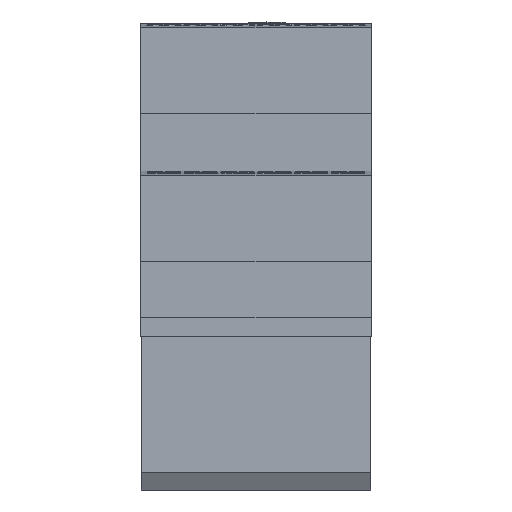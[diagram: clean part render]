
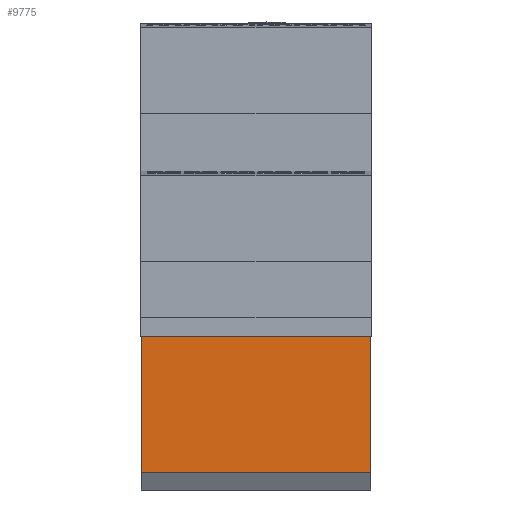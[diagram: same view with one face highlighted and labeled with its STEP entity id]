
A CAD part, front view. The second image highlights one B-rep face of the part: STEP entity #9775.
In plain terms, the highlighted face is planar.
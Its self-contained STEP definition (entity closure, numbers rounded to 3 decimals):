
#9452 = VERTEX_POINT ( 'NONE', #22803 ) ;
#9465 = EDGE_CURVE ( 'NONE', #22353, #9452, #22783, .T. ) ;
#9717 = VERTEX_POINT ( 'NONE', #22985 ) ;
#9755 = EDGE_CURVE ( 'NONE', #22334, #9717, #22977, .T. ) ;
#9775 = ADVANCED_FACE ( 'NONE', ( #23005 ), #23003, .T. ) ;
#9776 = EDGE_LOOP ( 'NONE', ( #9777, #9803, #9804, #9805 ) ) ;
#9777 = ORIENTED_EDGE ( 'NONE', *, *, #9778, .T. ) ;
#9778 = EDGE_CURVE ( 'NONE', #9452, #9717, #23053, .T. ) ;
#9803 = ORIENTED_EDGE ( 'NONE', *, *, #9755, .F. ) ;
#9804 = ORIENTED_EDGE ( 'NONE', *, *, #22333, .F. ) ;
#9805 = ORIENTED_EDGE ( 'NONE', *, *, #9465, .T. ) ;
#22333 = EDGE_CURVE ( 'NONE', #22353, #22334, #25573, .T. ) ;
#22334 = VERTEX_POINT ( 'NONE', #25569 ) ;
#22353 = VERTEX_POINT ( 'NONE', #25630 ) ;
#22780 = DIRECTION ( 'NONE',  ( 1., 0., 0. ) ) ;
#22781 = VECTOR ( 'NONE', #22780, 1000. ) ;
#22782 = CARTESIAN_POINT ( 'NONE',  ( -33.099, -15.191, 28.1 ) ) ;
#22783 = LINE ( 'NONE', #22782, #22781 ) ;
#22803 = CARTESIAN_POINT ( 'NONE',  ( 16.901, -15.191, 28.1 ) ) ;
#22972 = DIRECTION ( 'NONE',  ( 1., 0., 0. ) ) ;
#22973 = VECTOR ( 'NONE', #22972, 1000. ) ;
#22975 = CARTESIAN_POINT ( 'NONE',  ( -33.099, 11.409, 28.1 ) ) ;
#22977 = LINE ( 'NONE', #22975, #22973 ) ;
#22985 = CARTESIAN_POINT ( 'NONE',  ( 16.901, 11.409, 28.1 ) ) ;
#23003 = PLANE ( 'NONE',  #23057 ) ;
#23005 = FACE_OUTER_BOUND ( 'NONE', #9776, .T. ) ;
#23049 = DIRECTION ( 'NONE',  ( 0., 1., 0. ) ) ;
#23050 = VECTOR ( 'NONE', #23049, 1000. ) ;
#23052 = CARTESIAN_POINT ( 'NONE',  ( 16.901, -25.275, 28.1 ) ) ;
#23053 = LINE ( 'NONE', #23052, #23050 ) ;
#23054 = DIRECTION ( 'NONE',  ( 0., -1., 0. ) ) ;
#23055 = DIRECTION ( 'NONE',  ( 0., 0., 1. ) ) ;
#23056 = CARTESIAN_POINT ( 'NONE',  ( -33.099, -15.191, 28.1 ) ) ;
#23057 = AXIS2_PLACEMENT_3D ( 'NONE', #23056, #23055, #23054 ) ;
#25569 = CARTESIAN_POINT ( 'NONE',  ( -27.899, 11.409, 28.1 ) ) ;
#25570 = DIRECTION ( 'NONE',  ( 0., 1., 0. ) ) ;
#25571 = VECTOR ( 'NONE', #25570, 1000. ) ;
#25572 = CARTESIAN_POINT ( 'NONE',  ( -27.899, 2.309, 28.1 ) ) ;
#25573 = LINE ( 'NONE', #25572, #25571 ) ;
#25630 = CARTESIAN_POINT ( 'NONE',  ( -27.899, -15.191, 28.1 ) ) ;
